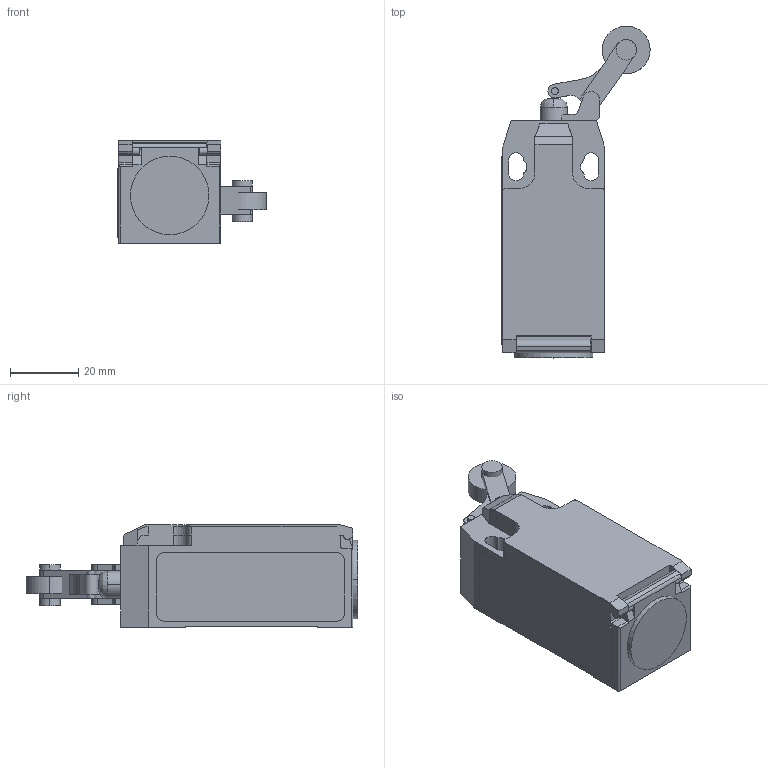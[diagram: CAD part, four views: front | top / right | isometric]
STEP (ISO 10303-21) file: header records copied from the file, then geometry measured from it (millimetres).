
FILE_DESCRIPTION((''),'2;1');
FILE_NAME('3d_KBD1L03.stp','2012-10-03T08:21:32',(''),(''),'Mechanical Desktop 2011','Mechanical Desktop 2011',', , ');
FILE_SCHEMA(('CONFIG_CONTROL_DESIGN'));
Length unit declared in the file: millimetre
Products named in the file (1): Product
Bounding box: 43.45 x 97.28 x 30 mm (x, y, z)
Volume: 59352.1 mm3; surface area: 13616.7 mm2
Topology: 7 solids, 7 shells, 180 faces, 520 edges, 368 vertices
Faces by surface type: plane 118, cylinder 57, bspline 5
Entity records: 6118 total; most frequent: CARTESIAN_POINT 1181, ORIENTED_EDGE 1014, DIRECTION 1003, EDGE_CURVE 507, VECTOR 389, LINE 389, VERTEX_POINT 343, AXIS2_PLACEMENT_3D 307
